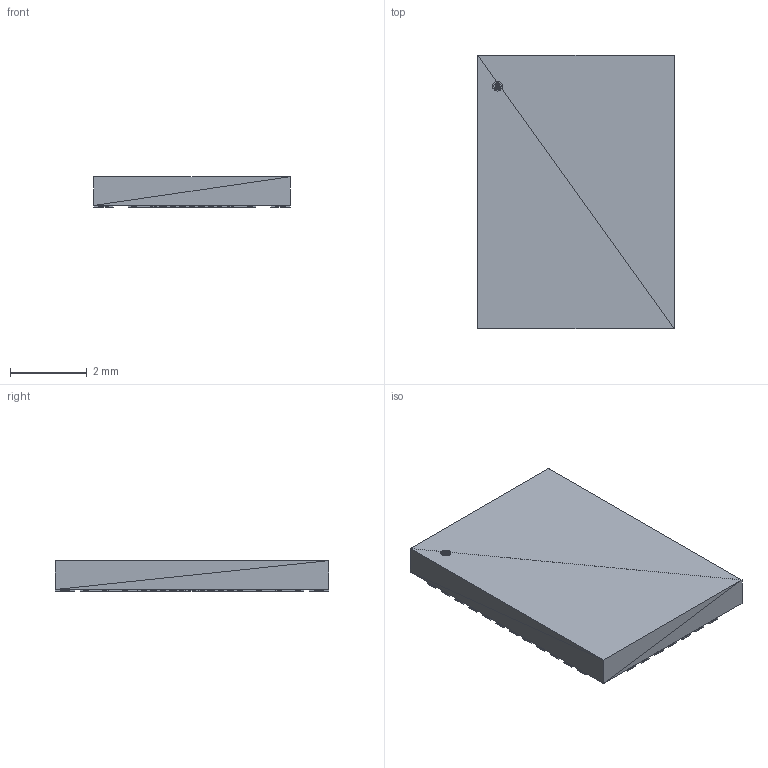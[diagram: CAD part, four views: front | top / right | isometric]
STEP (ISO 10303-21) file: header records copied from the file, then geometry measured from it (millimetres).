
FILE_DESCRIPTION(('STEP AP214'),'1');
FILE_NAME('QFN-38_UHF','2018-11-20T17:11:07',(''),(''),'','','');
FILE_SCHEMA(('AUTOMOTIVE_DESIGN'));
Length unit declared in the file: millimetre
Products named in the file (1): product
Bounding box: 5.1 x 7.1 x 0.8 mm (x, y, z)
Surface area: 140.3 mm2 (no closed solid volume)
Topology: 0 solids, 608 shells, 608 faces, 1824 edges, 1824 vertices
Faces by surface type: plane 608
Entity records: 20123 total; most frequent: CARTESIAN_POINT 4257, DIRECTION 3042, ORIENTED_EDGE 1824, EDGE_CURVE 1824, VERTEX_POINT 1824, LINE 1824, VECTOR 1824, AXIS2_PLACEMENT_3D 609
